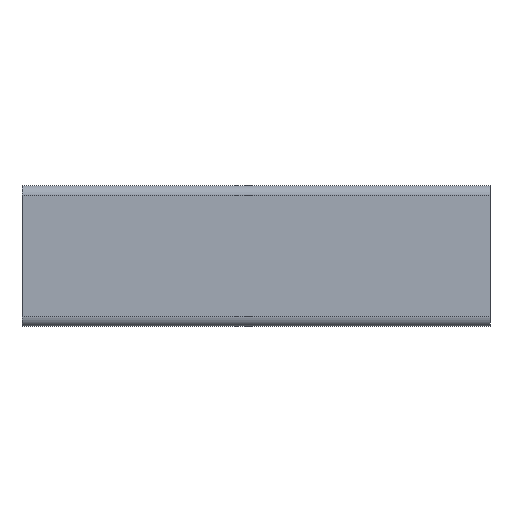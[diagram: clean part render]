
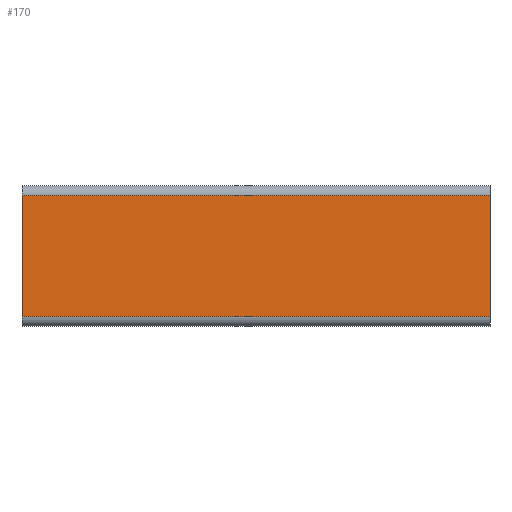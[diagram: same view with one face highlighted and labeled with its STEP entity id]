
A CAD part, left-side view. The second image highlights one B-rep face of the part: STEP entity #170.
In plain terms, the highlighted planar face has unit normal (-1, 0, 0).
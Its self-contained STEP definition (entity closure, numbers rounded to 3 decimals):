
#170 = ADVANCED_FACE( '', ( #476 ), #477, .T. );
#476 = FACE_OUTER_BOUND( '', #931, .T. );
#477 = PLANE( '', #932 );
#931 = EDGE_LOOP( '', ( #1385, #1386, #1387, #1388 ) );
#932 = AXIS2_PLACEMENT_3D( '', #1389, #1390, #1391 );
#1385 = ORIENTED_EDGE( '', *, *, #2810, .F. );
#1386 = ORIENTED_EDGE( '', *, *, #2811, .F. );
#1387 = ORIENTED_EDGE( '', *, *, #2812, .T. );
#1388 = ORIENTED_EDGE( '', *, *, #2813, .T. );
#1389 = CARTESIAN_POINT( '', ( -15., 100., 13. ) );
#1390 = DIRECTION( '', ( -1., 0., 0. ) );
#1391 = DIRECTION( '', ( 0., 0., 1. ) );
#2810 = EDGE_CURVE( '', #3384, #3385, #3386, .T. );
#2811 = EDGE_CURVE( '', #3387, #3384, #3388, .T. );
#2812 = EDGE_CURVE( '', #3387, #3389, #3390, .T. );
#2813 = EDGE_CURVE( '', #3389, #3385, #3391, .T. );
#3384 = VERTEX_POINT( '', #4242 );
#3385 = VERTEX_POINT( '', #4243 );
#3386 = LINE( '', #4244, #4245 );
#3387 = VERTEX_POINT( '', #4246 );
#3388 = LINE( '', #4247, #4248 );
#3389 = VERTEX_POINT( '', #4249 );
#3390 = LINE( '', #4250, #4251 );
#3391 = LINE( '', #4252, #4253 );
#4242 = CARTESIAN_POINT( '', ( -15., 0., 13. ) );
#4243 = CARTESIAN_POINT( '', ( -15., 0., -13. ) );
#4244 = CARTESIAN_POINT( '', ( -15., 0., 13. ) );
#4245 = VECTOR( '', #5372, 1000. );
#4246 = CARTESIAN_POINT( '', ( -15., 100., 13. ) );
#4247 = CARTESIAN_POINT( '', ( -15., 100., 13. ) );
#4248 = VECTOR( '', #5373, 1000. );
#4249 = CARTESIAN_POINT( '', ( -15., 100., -13. ) );
#4250 = CARTESIAN_POINT( '', ( -15., 100., 13. ) );
#4251 = VECTOR( '', #5374, 1000. );
#4252 = CARTESIAN_POINT( '', ( -15., 100., -13. ) );
#4253 = VECTOR( '', #5375, 1000. );
#5372 = DIRECTION( '', ( 0., 0., -1. ) );
#5373 = DIRECTION( '', ( 0., -1., 0. ) );
#5374 = DIRECTION( '', ( 0., 0., -1. ) );
#5375 = DIRECTION( '', ( 0., -1., 0. ) );
